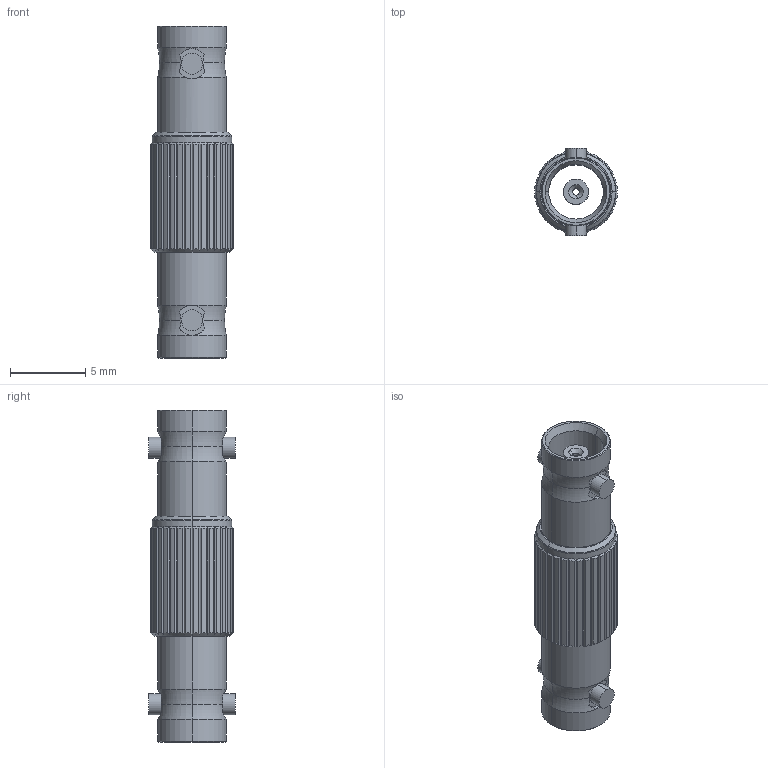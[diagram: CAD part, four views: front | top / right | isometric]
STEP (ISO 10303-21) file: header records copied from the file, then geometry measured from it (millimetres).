
FILE_DESCRIPTION (( 'STEP AP214' ), '1' );
FILE_NAME ('67-500-D126.STEP', '2024-07-31T08:33:33', ( '' ), ( '' ), 'SwSTEP 2.0', 'SolidWorks 2023', '' );
FILE_SCHEMA (( 'AUTOMOTIVE_DESIGN' ));
Length unit declared in the file: millimetre
Products named in the file (1): 67-500-D126
Bounding box: 5.5 x 5.75 x 22 mm (x, y, z)
Surface area: 498.6 mm2 (no closed solid volume)
Topology: 0 solids, 8 shells, 218 faces, 532 edges, 328 vertices
Faces by surface type: plane 82, cylinder 74, cone 50, torus 12
Entity records: 6603 total; most frequent: CARTESIAN_POINT 1647, ORIENTED_EDGE 1032, DIRECTION 1026, EDGE_CURVE 532, AXIS2_PLACEMENT_3D 435, VERTEX_POINT 328, EDGE_LOOP 228, ADVANCED_FACE 218
